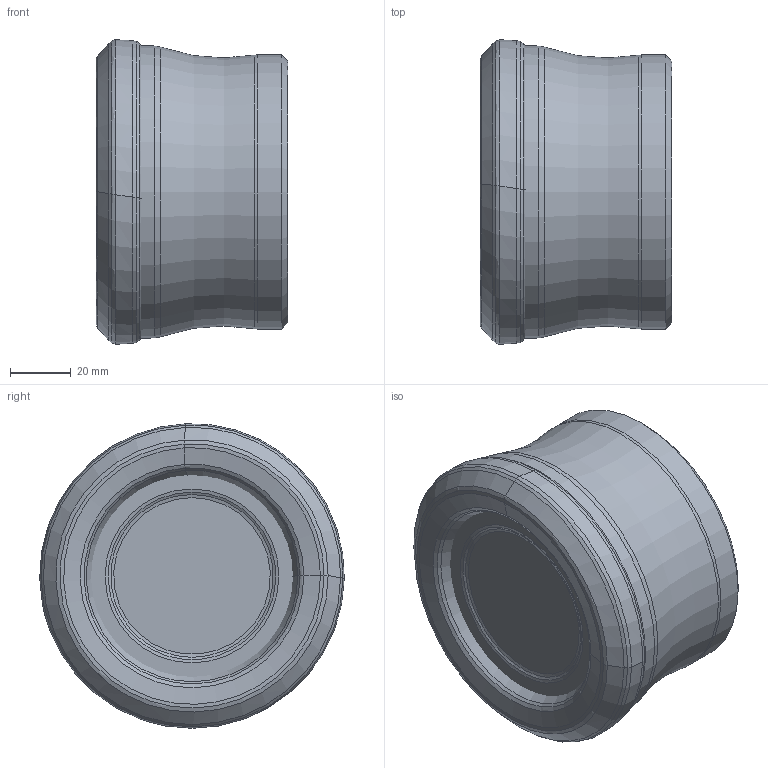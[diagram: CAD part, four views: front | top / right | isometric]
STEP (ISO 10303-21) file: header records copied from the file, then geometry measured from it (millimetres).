
FILE_DESCRIPTION(/* description */ (''),/* implementation_level */ '2;1');
FILE_NAME(/* name */ 'model1.stp',/* time_stamp */ '2023-10-21T11:40:56+03:00',/* author */ (''),/* organization */ (''),/* preprocessor_version */ 'ST-DEVELOPER v19.4',/* originating_system */ 'SIEMENS PLM Software NX2306.3001',/* authorisation */ '');
FILE_SCHEMA (('AUTOMOTIVE_DESIGN { 1 0 10303 214 3 1 1 1 }'));
Length unit declared in the file: millimetre
Products named in the file (1): model1_objects
Bounding box: 62.9 x 99.98 x 99.97 mm (x, y, z)
Volume: 452206.8 mm3; surface area: 45921.6 mm2
Topology: 2 solids, 2 shells, 67 faces, 130 edges, 66 vertices
Faces by surface type: bspline 43, torus 14, cone 3, revolution 3, plane 3, cylinder 1
Full cylindrical faces by diameter (mm): 90 x1
Entity records: 2252 total; most frequent: CARTESIAN_POINT 891, DIRECTION 235, ORIENTED_EDGE 216, EDGE_CURVE 108, AXIS2_PLACEMENT_3D 102, EDGE_LOOP 90, CIRCLE 80, ADVANCED_FACE 67
